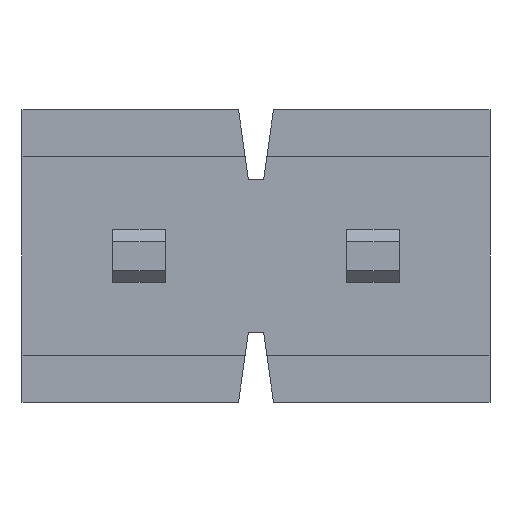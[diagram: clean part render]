
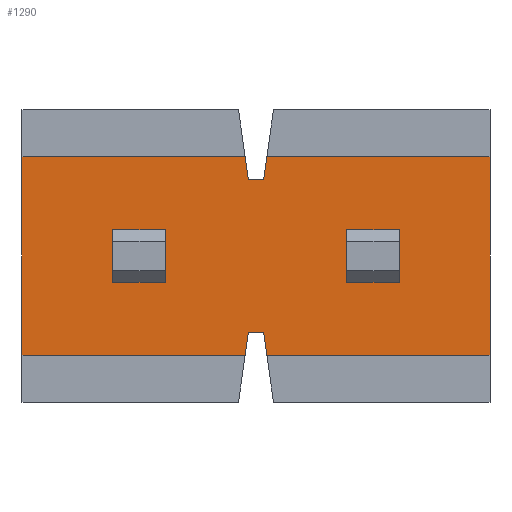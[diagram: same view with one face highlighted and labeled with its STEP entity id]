
A CAD part, front view. The second image highlights one B-rep face of the part: STEP entity #1290.
In plain terms, the highlighted planar face has unit normal (0, -1, 0).
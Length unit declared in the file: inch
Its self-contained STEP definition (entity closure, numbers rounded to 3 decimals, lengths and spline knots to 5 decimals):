
#75=ORIENTED_EDGE('',*,*,#437,.F.);
#76=ORIENTED_EDGE('',*,*,#438,.F.);
#77=ORIENTED_EDGE('',*,*,#439,.F.);
#78=ORIENTED_EDGE('',*,*,#440,.F.);
#79=ORIENTED_EDGE('',*,*,#441,.F.);
#80=ORIENTED_EDGE('',*,*,#442,.F.);
#81=ORIENTED_EDGE('',*,*,#443,.F.);
#82=ORIENTED_EDGE('',*,*,#444,.F.);
#83=ORIENTED_EDGE('',*,*,#432,.F.);
#84=ORIENTED_EDGE('',*,*,#445,.T.);
#85=ORIENTED_EDGE('',*,*,#446,.F.);
#86=ORIENTED_EDGE('',*,*,#447,.T.);
#87=ORIENTED_EDGE('',*,*,#434,.F.);
#88=ORIENTED_EDGE('',*,*,#448,.T.);
#89=ORIENTED_EDGE('',*,*,#449,.T.);
#90=ORIENTED_EDGE('',*,*,#450,.F.);
#91=ORIENTED_EDGE('',*,*,#451,.T.);
#92=ORIENTED_EDGE('',*,*,#452,.F.);
#93=ORIENTED_EDGE('',*,*,#453,.T.);
#94=ORIENTED_EDGE('',*,*,#454,.F.);
#432=EDGE_CURVE('',#611,#612,#736,.T.);
#434=EDGE_CURVE('',#613,#614,#738,.T.);
#437=EDGE_CURVE('',#615,#616,#741,.T.);
#438=EDGE_CURVE('',#617,#615,#742,.T.);
#439=EDGE_CURVE('',#618,#617,#743,.T.);
#440=EDGE_CURVE('',#616,#618,#744,.T.);
#441=EDGE_CURVE('',#619,#620,#745,.T.);
#442=EDGE_CURVE('',#621,#619,#746,.T.);
#443=EDGE_CURVE('',#622,#621,#747,.T.);
#444=EDGE_CURVE('',#620,#622,#748,.T.);
#445=EDGE_CURVE('',#611,#623,#749,.F.);
#446=EDGE_CURVE('',#624,#623,#750,.T.);
#447=EDGE_CURVE('',#624,#614,#751,.F.);
#448=EDGE_CURVE('',#613,#625,#752,.T.);
#449=EDGE_CURVE('',#625,#626,#753,.T.);
#450=EDGE_CURVE('',#627,#626,#754,.T.);
#451=EDGE_CURVE('',#627,#628,#755,.T.);
#452=EDGE_CURVE('',#629,#628,#756,.T.);
#453=EDGE_CURVE('',#629,#630,#757,.T.);
#454=EDGE_CURVE('',#612,#630,#758,.T.);
#611=VERTEX_POINT('',#1841);
#612=VERTEX_POINT('',#1843);
#613=VERTEX_POINT('',#1847);
#614=VERTEX_POINT('',#1848);
#615=VERTEX_POINT('',#1853);
#616=VERTEX_POINT('',#1854);
#617=VERTEX_POINT('',#1856);
#618=VERTEX_POINT('',#1858);
#619=VERTEX_POINT('',#1861);
#620=VERTEX_POINT('',#1862);
#621=VERTEX_POINT('',#1864);
#622=VERTEX_POINT('',#1866);
#623=VERTEX_POINT('',#1869);
#624=VERTEX_POINT('',#1871);
#625=VERTEX_POINT('',#1874);
#626=VERTEX_POINT('',#1876);
#627=VERTEX_POINT('',#1878);
#628=VERTEX_POINT('',#1880);
#629=VERTEX_POINT('',#1882);
#630=VERTEX_POINT('',#1884);
#736=LINE('',#1842,#920);
#738=LINE('',#1846,#922);
#741=LINE('',#1852,#925);
#742=LINE('',#1855,#926);
#743=LINE('',#1857,#927);
#744=LINE('',#1859,#928);
#745=LINE('',#1860,#929);
#746=LINE('',#1863,#930);
#747=LINE('',#1865,#931);
#748=LINE('',#1867,#932);
#749=LINE('',#1868,#933);
#750=LINE('',#1870,#934);
#751=LINE('',#1872,#935);
#752=LINE('',#1873,#936);
#753=LINE('',#1875,#937);
#754=LINE('',#1877,#938);
#755=LINE('',#1879,#939);
#756=LINE('',#1881,#940);
#757=LINE('',#1883,#941);
#758=LINE('',#1885,#942);
#920=VECTOR('',#1494,39.37008);
#922=VECTOR('',#1498,39.37008);
#925=VECTOR('',#1503,39.37008);
#926=VECTOR('',#1504,39.37008);
#927=VECTOR('',#1505,39.37008);
#928=VECTOR('',#1506,39.37008);
#929=VECTOR('',#1507,39.37008);
#930=VECTOR('',#1508,39.37008);
#931=VECTOR('',#1509,39.37008);
#932=VECTOR('',#1510,39.37008);
#933=VECTOR('',#1511,39.37008);
#934=VECTOR('',#1512,39.37008);
#935=VECTOR('',#1513,39.37008);
#936=VECTOR('',#1514,39.37008);
#937=VECTOR('',#1515,39.37008);
#938=VECTOR('',#1516,39.37008);
#939=VECTOR('',#1517,39.37008);
#940=VECTOR('',#1518,39.37008);
#941=VECTOR('',#1519,39.37008);
#942=VECTOR('',#1520,39.37008);
#1080=EDGE_LOOP('',(#75,#76,#77,#78));
#1081=EDGE_LOOP('',(#79,#80,#81,#82));
#1082=EDGE_LOOP('',(#83,#84,#85,#86,#87,#88,#89,#90,#91,#92,#93,#94));
#1152=FACE_BOUND('',#1080,.T.);
#1153=FACE_BOUND('',#1081,.T.);
#1154=FACE_BOUND('',#1082,.T.);
#1222=PLANE('',#1384);
#1290=ADVANCED_FACE('',(#1152,#1153,#1154),#1222,.T.);
#1384=AXIS2_PLACEMENT_3D('',#1851,#1501,#1502);
#1494=DIRECTION('',(-1.,0.,0.));
#1498=DIRECTION('',(-1.,0.,0.));
#1501=DIRECTION('',(0.,-1.,0.));
#1502=DIRECTION('',(0.,0.,-1.));
#1503=DIRECTION('',(1.,0.,0.));
#1504=DIRECTION('',(0.,0.,-1.));
#1505=DIRECTION('',(-1.,0.,0.));
#1506=DIRECTION('',(0.,0.,1.));
#1507=DIRECTION('',(1.,0.,0.));
#1508=DIRECTION('',(0.,0.,-1.));
#1509=DIRECTION('',(-1.,0.,0.));
#1510=DIRECTION('',(0.,0.,1.));
#1511=DIRECTION('',(-0.139,0.,-0.99));
#1512=DIRECTION('',(-1.,0.,0.));
#1513=DIRECTION('',(-0.139,0.,0.99));
#1514=DIRECTION('',(0.,0.,1.));
#1515=DIRECTION('',(-1.,0.,0.));
#1516=DIRECTION('',(0.139,0.,0.99));
#1517=DIRECTION('',(-1.,0.,0.));
#1518=DIRECTION('',(0.139,0.,-0.99));
#1519=DIRECTION('',(-1.,0.,0.));
#1520=DIRECTION('',(0.,0.,1.));
#1841=CARTESIAN_POINT('',(-0.00938,0.02,-0.085));
#1842=CARTESIAN_POINT('',(0.2,0.02,-0.085));
#1843=CARTESIAN_POINT('',(-0.2,0.02,-0.085));
#1846=CARTESIAN_POINT('',(0.2,0.02,-0.085));
#1847=CARTESIAN_POINT('',(0.2,0.02,-0.085));
#1848=CARTESIAN_POINT('',(0.00938,0.02,-0.085));
#1851=CARTESIAN_POINT('',(0.2,0.02,-0.085));
#1852=CARTESIAN_POINT('',(0.2,0.02,-0.0225));
#1853=CARTESIAN_POINT('',(0.0775,0.02,-0.0225));
#1854=CARTESIAN_POINT('',(0.1225,0.02,-0.0225));
#1855=CARTESIAN_POINT('',(0.0775,0.02,-0.085));
#1856=CARTESIAN_POINT('',(0.0775,0.02,0.0225));
#1857=CARTESIAN_POINT('',(0.2,0.02,0.0225));
#1858=CARTESIAN_POINT('',(0.1225,0.02,0.0225));
#1859=CARTESIAN_POINT('',(0.1225,0.02,-0.085));
#1860=CARTESIAN_POINT('',(0.2,0.02,-0.0225));
#1861=CARTESIAN_POINT('',(-0.1225,0.02,-0.0225));
#1862=CARTESIAN_POINT('',(-0.0775,0.02,-0.0225));
#1863=CARTESIAN_POINT('',(-0.1225,0.02,-0.085));
#1864=CARTESIAN_POINT('',(-0.1225,0.02,0.0225));
#1865=CARTESIAN_POINT('',(0.2,0.02,0.0225));
#1866=CARTESIAN_POINT('',(-0.0775,0.02,0.0225));
#1867=CARTESIAN_POINT('',(-0.0775,0.02,-0.085));
#1868=CARTESIAN_POINT('',(-0.00532,0.02,-0.05614));
#1869=CARTESIAN_POINT('',(-0.00657,0.02,-0.065));
#1870=CARTESIAN_POINT('',(0.2,0.02,-0.065));
#1871=CARTESIAN_POINT('',(0.00657,0.02,-0.065));
#1872=CARTESIAN_POINT('',(0.01307,0.02,-0.11127));
#1873=CARTESIAN_POINT('',(0.2,0.02,-0.085));
#1874=CARTESIAN_POINT('',(0.2,0.02,0.085));
#1875=CARTESIAN_POINT('',(0.2,0.02,0.085));
#1876=CARTESIAN_POINT('',(0.00938,0.02,0.085));
#1877=CARTESIAN_POINT('',(-0.01036,0.02,-0.05544));
#1878=CARTESIAN_POINT('',(0.00657,0.02,0.065));
#1879=CARTESIAN_POINT('',(0.2,0.02,0.065));
#1880=CARTESIAN_POINT('',(-0.00657,0.02,0.065));
#1881=CARTESIAN_POINT('',(0.01811,0.02,-0.11056));
#1882=CARTESIAN_POINT('',(-0.00938,0.02,0.085));
#1883=CARTESIAN_POINT('',(0.2,0.02,0.085));
#1884=CARTESIAN_POINT('',(-0.2,0.02,0.085));
#1885=CARTESIAN_POINT('',(-0.2,0.02,-0.085));
